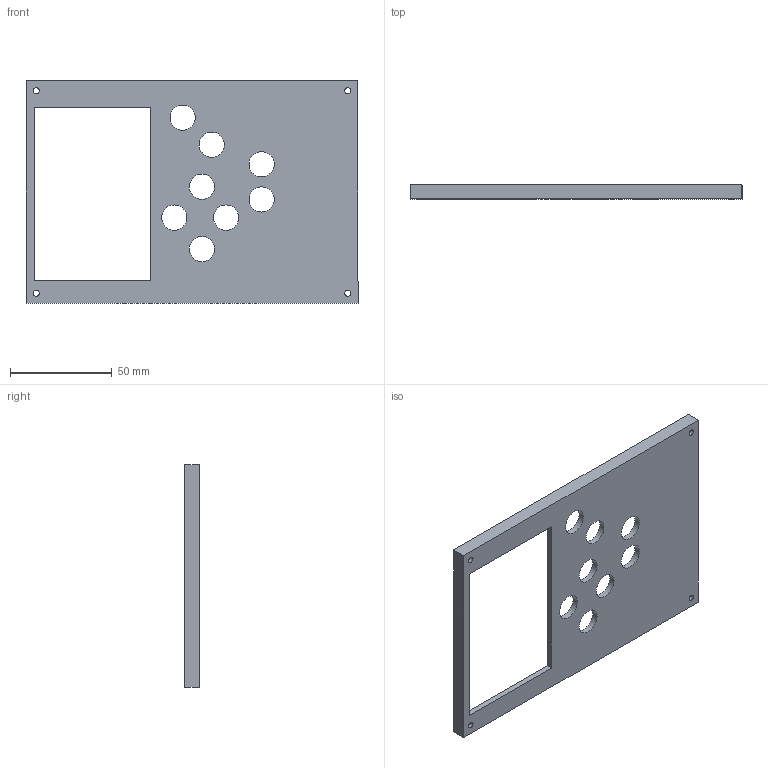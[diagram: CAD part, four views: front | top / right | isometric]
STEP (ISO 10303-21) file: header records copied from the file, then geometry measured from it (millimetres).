
FILE_DESCRIPTION(/* description */ (''),/* implementation_level */ '2;1');
FILE_NAME(/* name */ 'POC.stp',/* time_stamp */ '2025-07-23T14:03:22-05:00',/* author */ ('SaiAn'),/* organization */ (''),/* preprocessor_version */ 'ST-DEVELOPER v20.1',/* originating_system */ 'Autodesk Inventor 2026',/* authorisation */ '');
FILE_SCHEMA (('AUTOMOTIVE_DESIGN { 1 0 10303 214 3 1 1 }'));
Length unit declared in the file: millimetre
Products named in the file (1): POC
Bounding box: 162.9 x 7 x 109.33 mm (x, y, z)
Volume: 44454.4 mm3; surface area: 31828.8 mm2
Topology: 1 solids, 1 shells, 35 faces, 97 edges, 65 vertices
Faces by surface type: plane 23, cylinder 12
Full cylindrical faces by diameter (mm): 3 x4, 12.4 x8
Entity records: 1240 total; most frequent: CARTESIAN_POINT 198, ORIENTED_EDGE 194, DIRECTION 193, EDGE_CURVE 97, LINE 73, VECTOR 73, VERTEX_POINT 64, EDGE_LOOP 61
